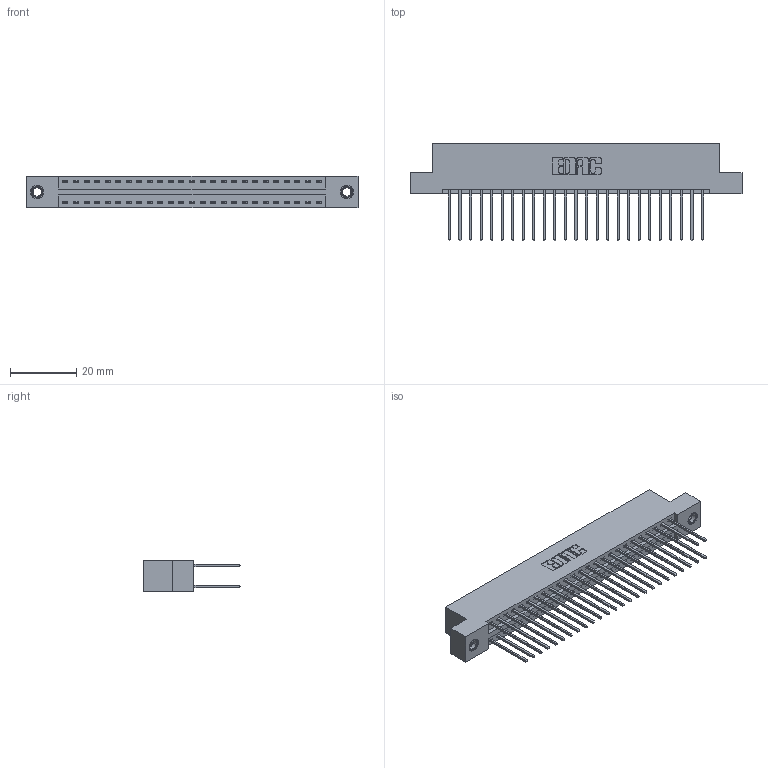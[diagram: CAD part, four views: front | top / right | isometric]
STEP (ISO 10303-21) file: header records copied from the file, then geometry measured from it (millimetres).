
FILE_DESCRIPTION (( 'STEP AP203' ), '1' );
FILE_NAME ('396-050-540-207.STEP', '2019-10-30T13:05:40', ( '' ), ( '' ), 'SwSTEP 2.0', 'SolidWorks 2016', '' );
FILE_SCHEMA (( 'CONFIG_CONTROL_DESIGN' ));
Length unit declared in the file: inch
Products named in the file (4): 396-050-540-207; 345-250-001_345-250-005-103; 345-292-001_345-293-140; 346 Part_Flush Mounting Lugs - 0.156 Dia-TI
Assembly tree (53 placements, depth 2):
  396-050-540-207
    346 Part_Flush Mounting Lugs - 0.156 Dia-TI
    345-292-001_345-293-140  x50
    345-250-001_345-250-005-103  x2
Bounding box: 99.95 x 29.46 x 9.4 mm (x, y, z)
Volume: 9790.3 mm3; surface area: 14120.5 mm2
Topology: 53 solids, 53 shells, 2782 faces, 8215 edges, 5402 vertices
Faces by surface type: plane 1858, cylinder 908, cone 12, torus 4
Entity records: 19808 total; most frequent: CARTESIAN_POINT 3271, ORIENTED_EDGE 3198, DIRECTION 2961, EDGE_CURVE 1599, VECTOR 1347, LINE 1347, VERTEX_POINT 1060, AXIS2_PLACEMENT_3D 807
